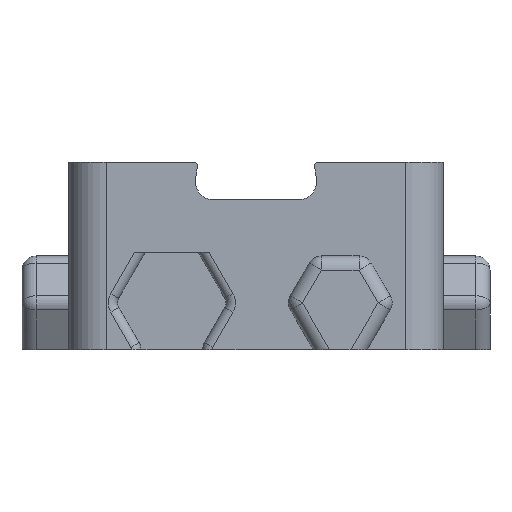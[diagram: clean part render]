
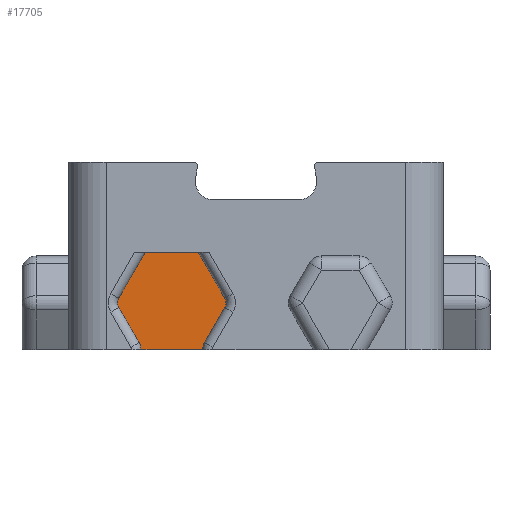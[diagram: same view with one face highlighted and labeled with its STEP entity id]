
A CAD part, front view. The second image highlights one B-rep face of the part: STEP entity #17705.
In plain terms, the highlighted planar face has unit normal (0, -1, 0).
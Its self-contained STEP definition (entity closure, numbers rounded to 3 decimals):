
#10542 = VERTEX_POINT('',#10543);
#10543 = CARTESIAN_POINT('',(-5.708,-14.85,0.)
  );
#10549 = EDGE_CURVE('',#10550,#10542,#10552,.T.);
#10550 = VERTEX_POINT('',#10551);
#10551 = CARTESIAN_POINT('',(-12.292,-14.85,0.)
  );
#10552 = LINE('',#10553,#10554);
#10553 = CARTESIAN_POINT('',(-12.292,-14.85,0.));
#10554 = VECTOR('',#10555,1.);
#10555 = DIRECTION('',(1.,0.,0.));
#17685 = VERTEX_POINT('',#17686);
#17686 = CARTESIAN_POINT('',(-12.493,-14.85,0.75));
#17692 = EDGE_CURVE('',#17685,#10550,#17693,.T.);
#17693 = CIRCLE('',#17694,1.5);
#17694 = AXIS2_PLACEMENT_3D('',#17695,#17696,#17697);
#17695 = CARTESIAN_POINT('',(-13.792,-14.85,0.)
  );
#17696 = DIRECTION('',(0.,1.,0.));
#17697 = DIRECTION('',(-1.,0.,0.));
#17705 = ADVANCED_FACE('',(#17706),#17775,.T.);
#17706 = FACE_BOUND('',#17707,.T.);
#17707 = EDGE_LOOP('',(#17708,#17716,#17717,#17718,#17727,#17735,#17744,
    #17752,#17760,#17768));
#17708 = ORIENTED_EDGE('',*,*,#17709,.T.);
#17709 = EDGE_CURVE('',#17710,#17685,#17712,.T.);
#17710 = VERTEX_POINT('',#17711);
#17711 = CARTESIAN_POINT('',(-14.658,-14.85,4.5));
#17712 = LINE('',#17713,#17714);
#17713 = CARTESIAN_POINT('',(-14.658,-14.85,4.5));
#17714 = VECTOR('',#17715,1.);
#17715 = DIRECTION('',(0.5,0.,-0.866));
#17716 = ORIENTED_EDGE('',*,*,#17692,.T.);
#17717 = ORIENTED_EDGE('',*,*,#10549,.T.);
#17718 = ORIENTED_EDGE('',*,*,#17719,.T.);
#17719 = EDGE_CURVE('',#10542,#17720,#17722,.T.);
#17720 = VERTEX_POINT('',#17721);
#17721 = CARTESIAN_POINT('',(-5.507,-14.85,0.75));
#17722 = CIRCLE('',#17723,1.5);
#17723 = AXIS2_PLACEMENT_3D('',#17724,#17725,#17726);
#17724 = CARTESIAN_POINT('',(-4.208,-14.85,0.));
#17725 = DIRECTION('',(0.,1.,0.));
#17726 = DIRECTION('',(-1.,0.,0.));
#17727 = ORIENTED_EDGE('',*,*,#17728,.T.);
#17728 = EDGE_CURVE('',#17720,#17729,#17731,.T.);
#17729 = VERTEX_POINT('',#17730);
#17730 = CARTESIAN_POINT('',(-3.342,-14.85,4.5));
#17731 = LINE('',#17732,#17733);
#17732 = CARTESIAN_POINT('',(-5.507,-14.85,0.75));
#17733 = VECTOR('',#17734,1.);
#17734 = DIRECTION('',(0.5,0.,0.866));
#17735 = ORIENTED_EDGE('',*,*,#17736,.F.);
#17736 = EDGE_CURVE('',#17737,#17729,#17739,.T.);
#17737 = VERTEX_POINT('',#17738);
#17738 = CARTESIAN_POINT('',(-3.342,-14.85,5.5));
#17739 = CIRCLE('',#17740,1.);
#17740 = AXIS2_PLACEMENT_3D('',#17741,#17742,#17743);
#17741 = CARTESIAN_POINT('',(-4.208,-14.85,5.));
#17742 = DIRECTION('',(0.,1.,0.));
#17743 = DIRECTION('',(-1.,0.,0.));
#17744 = ORIENTED_EDGE('',*,*,#17745,.T.);
#17745 = EDGE_CURVE('',#17737,#17746,#17748,.T.);
#17746 = VERTEX_POINT('',#17747);
#17747 = CARTESIAN_POINT('',(-6.171,-14.85,10.4));
#17748 = LINE('',#17749,#17750);
#17749 = CARTESIAN_POINT('',(-3.342,-14.85,5.5));
#17750 = VECTOR('',#17751,1.);
#17751 = DIRECTION('',(-0.5,0.,0.866));
#17752 = ORIENTED_EDGE('',*,*,#17753,.T.);
#17753 = EDGE_CURVE('',#17746,#17754,#17756,.T.);
#17754 = VERTEX_POINT('',#17755);
#17755 = CARTESIAN_POINT('',(-11.829,-14.85,10.4));
#17756 = LINE('',#17757,#17758);
#17757 = CARTESIAN_POINT('',(-6.171,-14.85,10.4));
#17758 = VECTOR('',#17759,1.);
#17759 = DIRECTION('',(-1.,0.,0.));
#17760 = ORIENTED_EDGE('',*,*,#17761,.T.);
#17761 = EDGE_CURVE('',#17754,#17762,#17764,.T.);
#17762 = VERTEX_POINT('',#17763);
#17763 = CARTESIAN_POINT('',(-14.658,-14.85,5.5));
#17764 = LINE('',#17765,#17766);
#17765 = CARTESIAN_POINT('',(-11.829,-14.85,10.4));
#17766 = VECTOR('',#17767,1.);
#17767 = DIRECTION('',(-0.5,0.,-0.866));
#17768 = ORIENTED_EDGE('',*,*,#17769,.F.);
#17769 = EDGE_CURVE('',#17710,#17762,#17770,.T.);
#17770 = CIRCLE('',#17771,1.);
#17771 = AXIS2_PLACEMENT_3D('',#17772,#17773,#17774);
#17772 = CARTESIAN_POINT('',(-13.792,-14.85,5.));
#17773 = DIRECTION('',(0.,1.,0.));
#17774 = DIRECTION('',(-1.,0.,0.));
#17775 = PLANE('',#17776);
#17776 = AXIS2_PLACEMENT_3D('',#17777,#17778,#17779);
#17777 = CARTESIAN_POINT('',(-9.,-14.85,5.089));
#17778 = DIRECTION('',(0.,-1.,0.));
#17779 = DIRECTION('',(0.,0.,1.));
